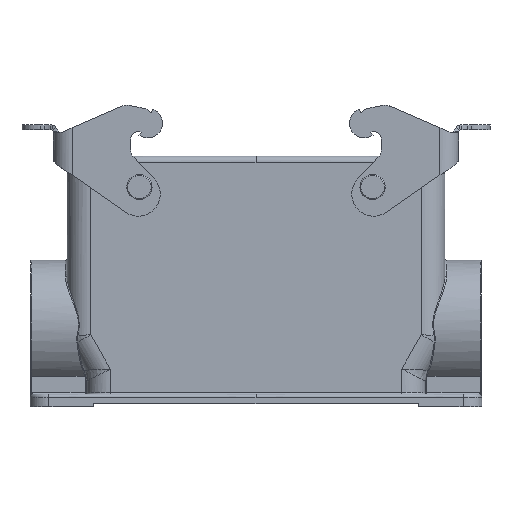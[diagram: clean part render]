
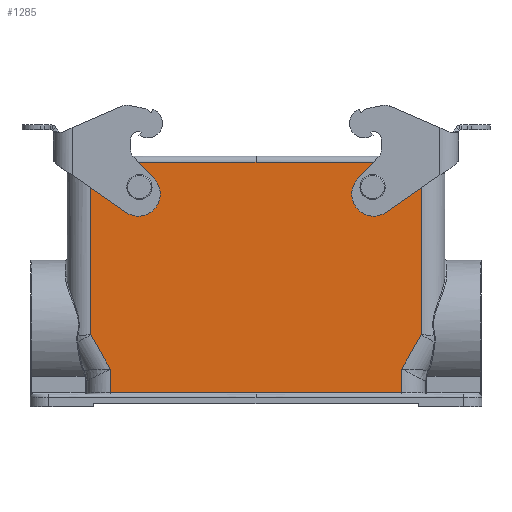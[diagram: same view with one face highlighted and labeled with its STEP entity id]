
A CAD part, front view. The second image highlights one B-rep face of the part: STEP entity #1285.
In plain terms, the highlighted planar face has unit normal (0, -1, 0).
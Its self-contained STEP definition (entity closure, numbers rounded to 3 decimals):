
#1285=ADVANCED_FACE('',(#2653,#2654,#2655),#1669,.T.);
#1669=PLANE('',#8113);
#1798=LINE('',#10493,#2200);
#1936=LINE('',#13183,#2338);
#1938=LINE('',#13309,#2340);
#1939=LINE('',#13315,#2341);
#1940=LINE('',#13317,#2342);
#1941=LINE('',#13319,#2343);
#1942=LINE('',#13321,#2344);
#1943=LINE('',#13323,#2345);
#1944=LINE('',#13325,#2346);
#1945=LINE('',#13327,#2347);
#1946=LINE('',#13328,#2348);
#1947=LINE('',#13330,#2349);
#1948=LINE('',#13332,#2350);
#2200=VECTOR('',#8655,1.);
#2338=VECTOR('',#9211,1.);
#2340=VECTOR('',#9217,1.);
#2341=VECTOR('',#9224,1.);
#2342=VECTOR('',#9225,1.);
#2343=VECTOR('',#9226,1.);
#2344=VECTOR('',#9227,1.);
#2345=VECTOR('',#9228,1.);
#2346=VECTOR('',#9229,1.);
#2347=VECTOR('',#9230,1.);
#2348=VECTOR('',#9231,1.);
#2349=VECTOR('',#9232,1.);
#2350=VECTOR('',#9233,1.);
#2653=FACE_BOUND('',#3009,.T.);
#2654=FACE_BOUND('',#3010,.T.);
#2655=FACE_BOUND('',#3011,.T.);
#3009=EDGE_LOOP('',(#4126));
#3010=EDGE_LOOP('',(#4127));
#3011=EDGE_LOOP('',(#4128,#4129,#4130,#4131,#4132,#4133,#4134,#4135,#4136,
#4137,#4138,#4139,#4140));
#4126=ORIENTED_EDGE('',*,*,#6831,.F.);
#4127=ORIENTED_EDGE('',*,*,#6832,.F.);
#4128=ORIENTED_EDGE('',*,*,#6833,.T.);
#4129=ORIENTED_EDGE('',*,*,#6830,.T.);
#4130=ORIENTED_EDGE('',*,*,#6822,.T.);
#4131=ORIENTED_EDGE('',*,*,#6834,.T.);
#4132=ORIENTED_EDGE('',*,*,#6835,.T.);
#4133=ORIENTED_EDGE('',*,*,#6836,.F.);
#4134=ORIENTED_EDGE('',*,*,#6837,.T.);
#4135=ORIENTED_EDGE('',*,*,#6838,.F.);
#4136=ORIENTED_EDGE('',*,*,#6839,.F.);
#4137=ORIENTED_EDGE('',*,*,#6445,.T.);
#4138=ORIENTED_EDGE('',*,*,#6840,.T.);
#4139=ORIENTED_EDGE('',*,*,#6841,.T.);
#4140=ORIENTED_EDGE('',*,*,#6842,.T.);
#5698=VERTEX_POINT('',#10480);
#5704=VERTEX_POINT('',#10492);
#5962=VERTEX_POINT('',#13134);
#5964=VERTEX_POINT('',#13184);
#5968=VERTEX_POINT('',#13306);
#5970=VERTEX_POINT('',#13312);
#5971=VERTEX_POINT('',#13314);
#5972=VERTEX_POINT('',#13316);
#5973=VERTEX_POINT('',#13318);
#5974=VERTEX_POINT('',#13320);
#5975=VERTEX_POINT('',#13322);
#5976=VERTEX_POINT('',#13324);
#5977=VERTEX_POINT('',#13326);
#5978=VERTEX_POINT('',#13329);
#5979=VERTEX_POINT('',#13331);
#6445=EDGE_CURVE('',#5698,#5704,#1798,.T.);
#6822=EDGE_CURVE('',#5964,#5962,#1936,.T.);
#6830=EDGE_CURVE('',#5968,#5964,#1938,.T.);
#6831=EDGE_CURVE('',#5970,#5970,#7662,.T.);
#6832=EDGE_CURVE('',#5971,#5971,#7663,.T.);
#6833=EDGE_CURVE('',#5972,#5968,#1939,.T.);
#6834=EDGE_CURVE('',#5962,#5973,#1940,.T.);
#6835=EDGE_CURVE('',#5973,#5974,#1941,.T.);
#6836=EDGE_CURVE('',#5975,#5974,#1942,.T.);
#6837=EDGE_CURVE('',#5975,#5976,#1943,.T.);
#6838=EDGE_CURVE('',#5977,#5976,#1944,.T.);
#6839=EDGE_CURVE('',#5698,#5977,#1945,.T.);
#6840=EDGE_CURVE('',#5704,#5978,#1946,.T.);
#6841=EDGE_CURVE('',#5978,#5979,#1947,.T.);
#6842=EDGE_CURVE('',#5979,#5972,#1948,.T.);
#7662=CIRCLE('',#8111,1.9);
#7663=CIRCLE('',#8112,1.9);
#8111=AXIS2_PLACEMENT_3D('',#13311,#9220,#9221);
#8112=AXIS2_PLACEMENT_3D('',#13313,#9222,#9223);
#8113=AXIS2_PLACEMENT_3D('',#13333,#9234,#9235);
#8655=DIRECTION('',(-1.,0.,0.));
#9211=DIRECTION('',(0.5,0.,0.866));
#9217=DIRECTION('',(0.,0.,1.));
#9220=DIRECTION('',(0.,-1.,0.));
#9221=DIRECTION('',(0.,0.,-1.));
#9222=DIRECTION('',(0.,-1.,0.));
#9223=DIRECTION('',(0.,0.,-1.));
#9224=DIRECTION('',(1.,0.,0.));
#9225=DIRECTION('',(0.,0.,1.));
#9226=DIRECTION('',(-1.,0.,0.));
#9227=DIRECTION('',(0.,0.,-1.));
#9228=DIRECTION('',(-1.,0.,0.));
#9229=DIRECTION('',(1.,0.,0.));
#9230=DIRECTION('',(0.,0.,1.));
#9231=DIRECTION('',(0.,0.,-1.));
#9232=DIRECTION('',(0.5,0.,-0.866));
#9233=DIRECTION('',(0.,0.,-1.));
#9234=DIRECTION('',(0.,-1.,0.));
#9235=DIRECTION('',(0.,0.,1.));
#10480=CARTESIAN_POINT('',(-52.3,-21.5,74.));
#10492=CARTESIAN_POINT('',(-52.5,-21.5,74.));
#10493=CARTESIAN_POINT('',(52.5,-21.5,74.));
#13134=CARTESIAN_POINT('',(52.5,-21.5,22.835));
#13183=CARTESIAN_POINT('',(46.25,-21.5,12.01));
#13184=CARTESIAN_POINT('',(46.25,-21.5,12.01));
#13306=CARTESIAN_POINT('',(46.25,-21.5,4.5));
#13309=CARTESIAN_POINT('',(46.25,-21.5,4.5));
#13311=CARTESIAN_POINT('',(-37.,-21.5,69.8));
#13312=CARTESIAN_POINT('',(-37.,-21.5,67.9));
#13313=CARTESIAN_POINT('',(37.,-21.5,69.8));
#13314=CARTESIAN_POINT('',(37.,-21.5,67.9));
#13315=CARTESIAN_POINT('',(-46.25,-21.5,4.5));
#13316=CARTESIAN_POINT('',(-46.25,-21.5,4.5));
#13317=CARTESIAN_POINT('',(52.5,-21.5,22.835));
#13318=CARTESIAN_POINT('',(52.5,-21.5,74.));
#13319=CARTESIAN_POINT('',(52.5,-21.5,74.));
#13320=CARTESIAN_POINT('',(52.3,-21.5,74.));
#13321=CARTESIAN_POINT('',(52.3,-21.5,77.6));
#13322=CARTESIAN_POINT('',(52.3,-21.5,77.6));
#13323=CARTESIAN_POINT('',(52.3,-21.5,77.6));
#13324=CARTESIAN_POINT('',(0.,-21.5,77.6));
#13325=CARTESIAN_POINT('',(-52.3,-21.5,77.6));
#13326=CARTESIAN_POINT('',(-52.3,-21.5,77.6));
#13327=CARTESIAN_POINT('',(-52.3,-21.5,74.));
#13328=CARTESIAN_POINT('',(-52.5,-21.5,74.));
#13329=CARTESIAN_POINT('',(-52.5,-21.5,22.835));
#13330=CARTESIAN_POINT('',(-52.5,-21.5,22.835));
#13331=CARTESIAN_POINT('',(-46.25,-21.5,12.01));
#13332=CARTESIAN_POINT('',(-46.25,-21.5,12.01));
#13333=CARTESIAN_POINT('',(53.6,-21.5,2.9));
